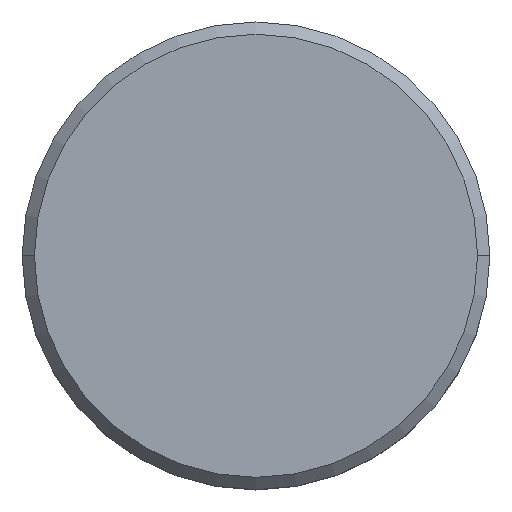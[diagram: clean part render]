
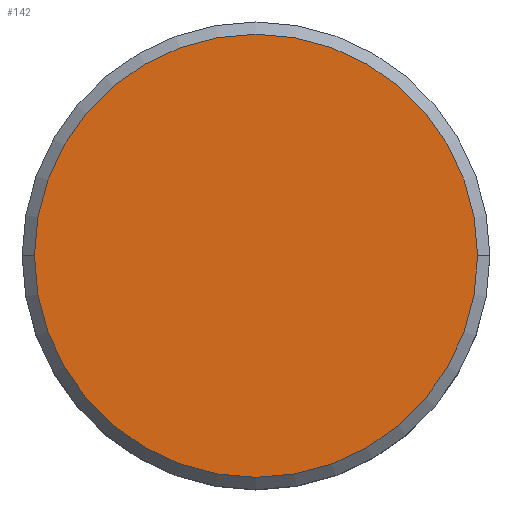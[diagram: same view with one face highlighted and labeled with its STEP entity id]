
A CAD part, top view. The second image highlights one B-rep face of the part: STEP entity #142.
In plain terms, the highlighted planar face has unit normal (0, 0, 1).
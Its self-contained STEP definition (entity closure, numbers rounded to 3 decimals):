
#1 = VERTEX_POINT ( 'NONE', #568 ) ;
#23 = EDGE_CURVE ( 'NONE', #469, #1, #63, .T. ) ;
#28 = AXIS2_PLACEMENT_3D ( 'NONE', #253, #437, #59 ) ;
#50 = ORIENTED_EDGE ( 'NONE', *, *, #23, .T. ) ;
#59 = DIRECTION ( 'NONE',  ( 1., 0., 0. ) ) ;
#63 = CIRCLE ( 'NONE', #28, 9. ) ;
#80 = CARTESIAN_POINT ( 'NONE',  ( 0., 0., 0. ) ) ;
#82 = PLANE ( 'NONE',  #543 ) ;
#142 = ADVANCED_FACE ( 'NONE', ( #487 ), #82, .T. ) ;
#208 = DIRECTION ( 'NONE',  ( 1., 0., 0. ) ) ;
#253 = CARTESIAN_POINT ( 'NONE',  ( 0., 0., 0. ) ) ;
#289 = CARTESIAN_POINT ( 'NONE',  ( 9., 0., 0. ) ) ;
#307 = EDGE_CURVE ( 'NONE', #1, #469, #565, .T. ) ;
#311 = DIRECTION ( 'NONE',  ( 0., 0., 1. ) ) ;
#374 = AXIS2_PLACEMENT_3D ( 'NONE', #411, #594, #451 ) ;
#411 = CARTESIAN_POINT ( 'NONE',  ( 0., 0., 0. ) ) ;
#437 = DIRECTION ( 'NONE',  ( 0., 0., 1. ) ) ;
#451 = DIRECTION ( 'NONE',  ( 1., 0., 0. ) ) ;
#469 = VERTEX_POINT ( 'NONE', #289 ) ;
#487 = FACE_OUTER_BOUND ( 'NONE', #569, .T. ) ;
#524 = ORIENTED_EDGE ( 'NONE', *, *, #307, .T. ) ;
#543 = AXIS2_PLACEMENT_3D ( 'NONE', #80, #311, #208 ) ;
#565 = CIRCLE ( 'NONE', #374, 9. ) ;
#568 = CARTESIAN_POINT ( 'NONE',  ( -9., 0., 0. ) ) ;
#569 = EDGE_LOOP ( 'NONE', ( #524, #50 ) ) ;
#594 = DIRECTION ( 'NONE',  ( 0., 0., 1. ) ) ;
